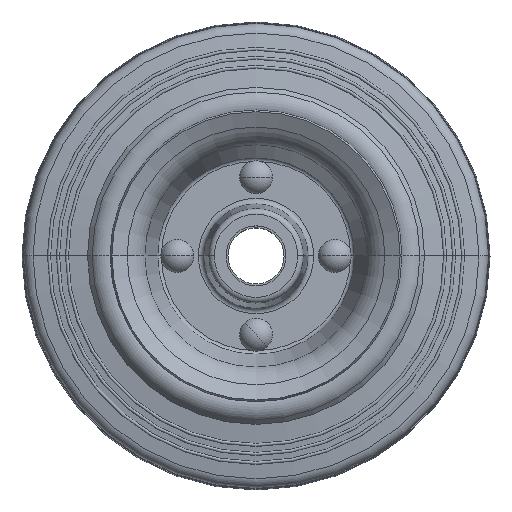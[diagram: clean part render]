
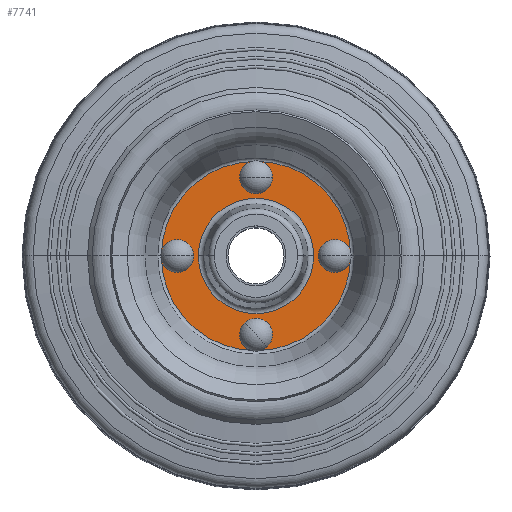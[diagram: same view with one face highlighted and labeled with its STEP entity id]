
A CAD part, top view. The second image highlights one B-rep face of the part: STEP entity #7741.
In plain terms, the highlighted planar face has unit normal (0, 0, 1).
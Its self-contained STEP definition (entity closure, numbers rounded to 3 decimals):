
#105 = CIRCLE ( 'NONE', #6475, 15.397 ) ;
#121 = CIRCLE ( 'NONE', #8229, 2.5 ) ;
#157 = CARTESIAN_POINT ( 'NONE',  ( 18.532, -0.032, 2.002 ) ) ;
#200 = DIRECTION ( 'NONE',  ( 0., 0., -1. ) ) ;
#254 = AXIS2_PLACEMENT_3D ( 'NONE', #833, #200, #6304 ) ;
#267 = CARTESIAN_POINT ( 'NONE',  ( -18.532, -0.032, 2.002 ) ) ;
#323 = DIRECTION ( 'NONE',  ( 0., 0., -1. ) ) ;
#457 = DIRECTION ( 'NONE',  ( 0., 0., -1. ) ) ;
#526 = CARTESIAN_POINT ( 'NONE',  ( -23.532, -0.032, 2.002 ) ) ;
#598 = EDGE_CURVE ( 'NONE', #1804, #6609, #4860, .T. ) ;
#618 = CARTESIAN_POINT ( 'NONE',  ( -2.5, 21., 2.002 ) ) ;
#758 = DIRECTION ( 'NONE',  ( 1., 0., 0. ) ) ;
#833 = CARTESIAN_POINT ( 'NONE',  ( 0., -0.032, 2.002 ) ) ;
#896 = CARTESIAN_POINT ( 'NONE',  ( -2.5, -21.064, 2.002 ) ) ;
#910 = VERTEX_POINT ( 'NONE', #5827 ) ;
#1043 = FACE_BOUND ( 'NONE', #1331, .T. ) ;
#1133 = DIRECTION ( 'NONE',  ( 0., 0., -1. ) ) ;
#1203 = DIRECTION ( 'NONE',  ( 1., 0., 0. ) ) ;
#1228 = CARTESIAN_POINT ( 'NONE',  ( 0., -0.032, 2.002 ) ) ;
#1327 = CARTESIAN_POINT ( 'NONE',  ( 0., -21.064, 2.002 ) ) ;
#1331 = EDGE_LOOP ( 'NONE', ( #1491, #4107 ) ) ;
#1353 = AXIS2_PLACEMENT_3D ( 'NONE', #2477, #2562, #4397 ) ;
#1383 = ORIENTED_EDGE ( 'NONE', *, *, #8090, .T. ) ;
#1395 = DIRECTION ( 'NONE',  ( 0., 0., -1. ) ) ;
#1491 = ORIENTED_EDGE ( 'NONE', *, *, #1795, .F. ) ;
#1527 = DIRECTION ( 'NONE',  ( 1., 0., 0. ) ) ;
#1681 = AXIS2_PLACEMENT_3D ( 'NONE', #7296, #1395, #1527 ) ;
#1795 = EDGE_CURVE ( 'NONE', #6609, #1804, #105, .T. ) ;
#1804 = VERTEX_POINT ( 'NONE', #8143 ) ;
#1842 = AXIS2_PLACEMENT_3D ( 'NONE', #3840, #6410, #7000 ) ;
#1856 = CARTESIAN_POINT ( 'NONE',  ( 0., -21.064, 2.002 ) ) ;
#2160 = ORIENTED_EDGE ( 'NONE', *, *, #6665, .T. ) ;
#2287 = DIRECTION ( 'NONE',  ( 1., 0., 0. ) ) ;
#2300 = AXIS2_PLACEMENT_3D ( 'NONE', #1856, #4444, #1203 ) ;
#2314 = AXIS2_PLACEMENT_3D ( 'NONE', #4932, #4089, #6661 ) ;
#2451 = AXIS2_PLACEMENT_3D ( 'NONE', #6149, #323, #8155 ) ;
#2477 = CARTESIAN_POINT ( 'NONE',  ( 21.032, -0.032, 2.002 ) ) ;
#2535 = EDGE_CURVE ( 'NONE', #3210, #5691, #8362, .T. ) ;
#2562 = DIRECTION ( 'NONE',  ( 0., 0., -1. ) ) ;
#2681 = DIRECTION ( 'NONE',  ( 1., 0., 0. ) ) ;
#2721 = CIRCLE ( 'NONE', #2314, 2.5 ) ;
#2751 = DIRECTION ( 'NONE',  ( 0., 0., -1. ) ) ;
#2797 = EDGE_CURVE ( 'NONE', #7804, #2913, #5535, .T. ) ;
#2913 = VERTEX_POINT ( 'NONE', #157 ) ;
#2914 = CARTESIAN_POINT ( 'NONE',  ( 2.5, 21., 2.002 ) ) ;
#2969 = CARTESIAN_POINT ( 'NONE',  ( 0., -26.032, 2.002 ) ) ;
#3007 = EDGE_CURVE ( 'NONE', #7030, #5361, #2721, .T. ) ;
#3032 = EDGE_CURVE ( 'NONE', #910, #8296, #5291, .T. ) ;
#3184 = EDGE_CURVE ( 'NONE', #4398, #4390, #121, .T. ) ;
#3210 = VERTEX_POINT ( 'NONE', #618 ) ;
#3236 = EDGE_LOOP ( 'NONE', ( #4362, #1383 ) ) ;
#3301 = CIRCLE ( 'NONE', #5447, 2.5 ) ;
#3343 = EDGE_CURVE ( 'NONE', #8296, #910, #6101, .T. ) ;
#3465 = CIRCLE ( 'NONE', #1842, 2.5 ) ;
#3797 = EDGE_LOOP ( 'NONE', ( #7776, #7971 ) ) ;
#3840 = CARTESIAN_POINT ( 'NONE',  ( 21.032, -0.032, 2.002 ) ) ;
#4089 = DIRECTION ( 'NONE',  ( 0., 0., -1. ) ) ;
#4107 = ORIENTED_EDGE ( 'NONE', *, *, #598, .F. ) ;
#4233 = CARTESIAN_POINT ( 'NONE',  ( 2.5, -21.064, 2.002 ) ) ;
#4336 = DIRECTION ( 'NONE',  ( 1., 0., 0. ) ) ;
#4362 = ORIENTED_EDGE ( 'NONE', *, *, #3007, .T. ) ;
#4390 = VERTEX_POINT ( 'NONE', #4233 ) ;
#4397 = DIRECTION ( 'NONE',  ( 1., 0., 0. ) ) ;
#4398 = VERTEX_POINT ( 'NONE', #896 ) ;
#4444 = DIRECTION ( 'NONE',  ( 0., 0., -1. ) ) ;
#4533 = CARTESIAN_POINT ( 'NONE',  ( 15.397, -0.032, 2.002 ) ) ;
#4544 = EDGE_CURVE ( 'NONE', #4390, #4398, #5676, .T. ) ;
#4560 = ORIENTED_EDGE ( 'NONE', *, *, #3184, .T. ) ;
#4840 = FACE_OUTER_BOUND ( 'NONE', #8378, .T. ) ;
#4860 = CIRCLE ( 'NONE', #5930, 15.397 ) ;
#4918 = DIRECTION ( 'NONE',  ( 0., 0., 1. ) ) ;
#4932 = CARTESIAN_POINT ( 'NONE',  ( -21.032, -0.032, 2.002 ) ) ;
#5080 = CARTESIAN_POINT ( 'NONE',  ( 0., -0.032, 2.002 ) ) ;
#5085 = DIRECTION ( 'NONE',  ( 0., 0., 1. ) ) ;
#5119 = EDGE_LOOP ( 'NONE', ( #4560, #7081 ) ) ;
#5140 = DIRECTION ( 'NONE',  ( 0., 0., -1. ) ) ;
#5241 = EDGE_LOOP ( 'NONE', ( #2160, #5486 ) ) ;
#5291 = CIRCLE ( 'NONE', #254, 25.295 ) ;
#5361 = VERTEX_POINT ( 'NONE', #267 ) ;
#5368 = CARTESIAN_POINT ( 'NONE',  ( 0., 21., 2.002 ) ) ;
#5447 = AXIS2_PLACEMENT_3D ( 'NONE', #5368, #2751, #758 ) ;
#5486 = ORIENTED_EDGE ( 'NONE', *, *, #2797, .T. ) ;
#5498 = FACE_BOUND ( 'NONE', #5241, .T. ) ;
#5535 = CIRCLE ( 'NONE', #1353, 2.5 ) ;
#5587 = FACE_BOUND ( 'NONE', #5119, .T. ) ;
#5676 = CIRCLE ( 'NONE', #2300, 2.5 ) ;
#5683 = AXIS2_PLACEMENT_3D ( 'NONE', #7535, #457, #8351 ) ;
#5691 = VERTEX_POINT ( 'NONE', #2914 ) ;
#5827 = CARTESIAN_POINT ( 'NONE',  ( 25.295, -0.032, 2.002 ) ) ;
#5859 = CIRCLE ( 'NONE', #1681, 2.5 ) ;
#5930 = AXIS2_PLACEMENT_3D ( 'NONE', #1228, #5085, #4336 ) ;
#6078 = ORIENTED_EDGE ( 'NONE', *, *, #3032, .F. ) ;
#6101 = CIRCLE ( 'NONE', #2451, 25.295 ) ;
#6149 = CARTESIAN_POINT ( 'NONE',  ( 0., -0.032, 2.002 ) ) ;
#6304 = DIRECTION ( 'NONE',  ( 1., 0., 0. ) ) ;
#6340 = CARTESIAN_POINT ( 'NONE',  ( 23.532, -0.032, 2.002 ) ) ;
#6410 = DIRECTION ( 'NONE',  ( 0., 0., -1. ) ) ;
#6475 = AXIS2_PLACEMENT_3D ( 'NONE', #5080, #4918, #7621 ) ;
#6609 = VERTEX_POINT ( 'NONE', #4533 ) ;
#6661 = DIRECTION ( 'NONE',  ( 1., 0., 0. ) ) ;
#6665 = EDGE_CURVE ( 'NONE', #2913, #7804, #3465, .T. ) ;
#7000 = DIRECTION ( 'NONE',  ( 1., 0., 0. ) ) ;
#7030 = VERTEX_POINT ( 'NONE', #526 ) ;
#7057 = AXIS2_PLACEMENT_3D ( 'NONE', #2969, #1133, #2287 ) ;
#7073 = ORIENTED_EDGE ( 'NONE', *, *, #3343, .F. ) ;
#7081 = ORIENTED_EDGE ( 'NONE', *, *, #4544, .T. ) ;
#7239 = EDGE_CURVE ( 'NONE', #5691, #3210, #3301, .T. ) ;
#7240 = CARTESIAN_POINT ( 'NONE',  ( -25.295, -0.032, 2.002 ) ) ;
#7296 = CARTESIAN_POINT ( 'NONE',  ( -21.032, -0.032, 2.002 ) ) ;
#7440 = PLANE ( 'NONE',  #7057 ) ;
#7511 = FACE_BOUND ( 'NONE', #3797, .T. ) ;
#7535 = CARTESIAN_POINT ( 'NONE',  ( 0., 21., 2.002 ) ) ;
#7621 = DIRECTION ( 'NONE',  ( 1., 0., 0. ) ) ;
#7741 = ADVANCED_FACE ( 'NONE', ( #7511, #8103, #5498, #5587, #1043, #4840 ), #7440, .F. ) ;
#7776 = ORIENTED_EDGE ( 'NONE', *, *, #2535, .T. ) ;
#7804 = VERTEX_POINT ( 'NONE', #6340 ) ;
#7971 = ORIENTED_EDGE ( 'NONE', *, *, #7239, .T. ) ;
#8090 = EDGE_CURVE ( 'NONE', #5361, #7030, #5859, .T. ) ;
#8103 = FACE_BOUND ( 'NONE', #3236, .T. ) ;
#8143 = CARTESIAN_POINT ( 'NONE',  ( -15.397, -0.032, 2.002 ) ) ;
#8155 = DIRECTION ( 'NONE',  ( 1., 0., 0. ) ) ;
#8229 = AXIS2_PLACEMENT_3D ( 'NONE', #1327, #5140, #2681 ) ;
#8296 = VERTEX_POINT ( 'NONE', #7240 ) ;
#8351 = DIRECTION ( 'NONE',  ( 1., 0., 0. ) ) ;
#8362 = CIRCLE ( 'NONE', #5683, 2.5 ) ;
#8378 = EDGE_LOOP ( 'NONE', ( #6078, #7073 ) ) ;
